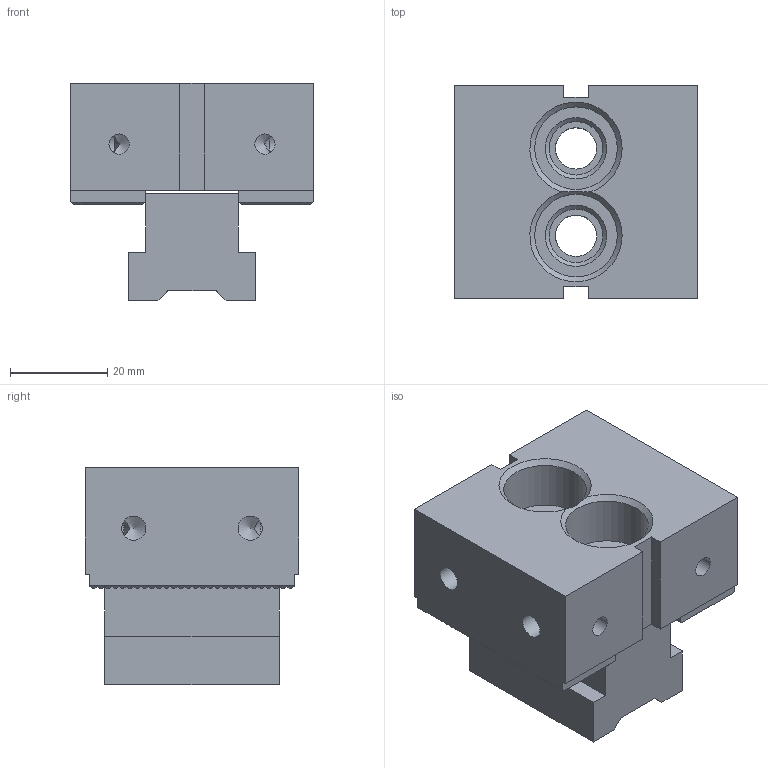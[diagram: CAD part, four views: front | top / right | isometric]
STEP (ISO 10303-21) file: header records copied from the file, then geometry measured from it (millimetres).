
FILE_DESCRIPTION( ( 'Unknown' ), '1' );
FILE_NAME( 'SVF-B01-50.stp', 'Unknown', ( 'Unknown' ), ( 'Unknown' ), 'PSStep 17.0.49', 'Unknown', ' ' );
FILE_SCHEMA( ( 'AUTOMOTIVE_DESIGN { 1 0 10303 214 1 1 1 1 }' ) );
Length unit declared in the file: millimetre
Products named in the file (3): Assem1; 1-SVF-B01-50-1; 1-SVF-B01-50-2
Assembly tree (2 placements, depth 2):
  Assem1
    1-SVF-B01-50-1
    1-SVF-B01-50-2
Bounding box: 50 x 44 x 44.7 mm (x, y, z)
Volume: 57504.3 mm3; surface area: 17261.3 mm2
Topology: 2 solids, 2 shells, 244 faces, 723 edges, 478 vertices
Faces by surface type: plane 210, cylinder 18, cone 16
Full cylindrical faces by diameter (mm): 4.2 x4, 5 x4, 8.5 x2, 11 x2, 17 x2
Entity records: 9884 total; most frequent: CARTESIAN_POINT 1571, ORIENTED_EDGE 1346, DIRECTION 1196, EDGE_CURVE 673, LINE 610, VECTOR 610, VERTEX_POINT 458, AXIS2_PLACEMENT_3D 293
